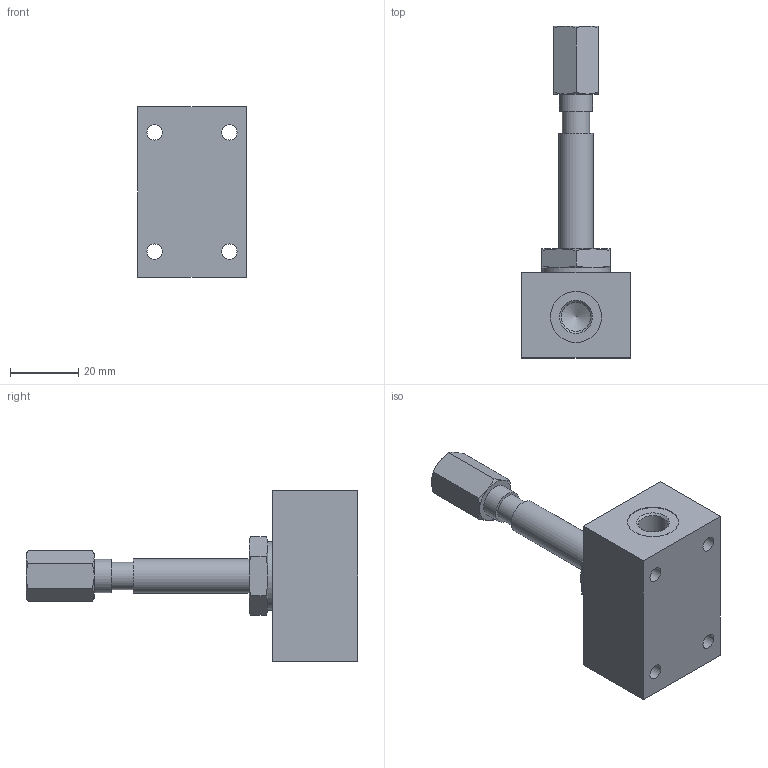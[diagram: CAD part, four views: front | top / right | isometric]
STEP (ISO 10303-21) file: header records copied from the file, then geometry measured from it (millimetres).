
FILE_DESCRIPTION(/* description */ ('STEP AP214'),/* implementation_level */ '2;1');
FILE_NAME(/* name */ '2211_MOCH-3-1_8',/* time_stamp */ '2024-09-06T19:16:26+02:00',/* author */ ('License CC BY-ND 4.0'),/* organization */ ('CADENAS'),/* preprocessor_version */ 'ST-DEVELOPER v19.3',/* originating_system */ 'PARTsolutions',/* authorisation */ ' ');
FILE_SCHEMA (('AUTOMOTIVE_DESIGN {1 0 10303 214 3 1 1}'));
Length unit declared in the file: millimetre
Products named in the file (3): 2211 MOCH-3-1/8; 2211 MOCH-3-1/8---(part); 218639 MOC-3-1/8
Assembly tree (2 placements, depth 2):
  2211 MOCH-3-1/8
    2211 MOCH-3-1/8---(part)
    218639 MOC-3-1/8
Bounding box: 32 x 97.5 x 50 mm (x, y, z)
Volume: 43971.7 mm3; surface area: 13438.5 mm2
Topology: 2 solids, 2 shells, 94 faces, 191 edges, 117 vertices
Faces by surface type: plane 40, cone 32, cylinder 22
Full cylindrical faces by diameter (mm): 4.5 x6, 6 x1, 7 x1, 8 x5, 8.566 x4, 9.728 x1, 10 x1, 15 x2, 20 x1
Entity records: 2406 total; most frequent: CARTESIAN_POINT 513, DIRECTION 376, ORIENTED_EDGE 314, AXIS2_PLACEMENT_3D 170, EDGE_CURVE 157, FACE_BOUND 152, EDGE_LOOP 150, VERTEX_POINT 115
